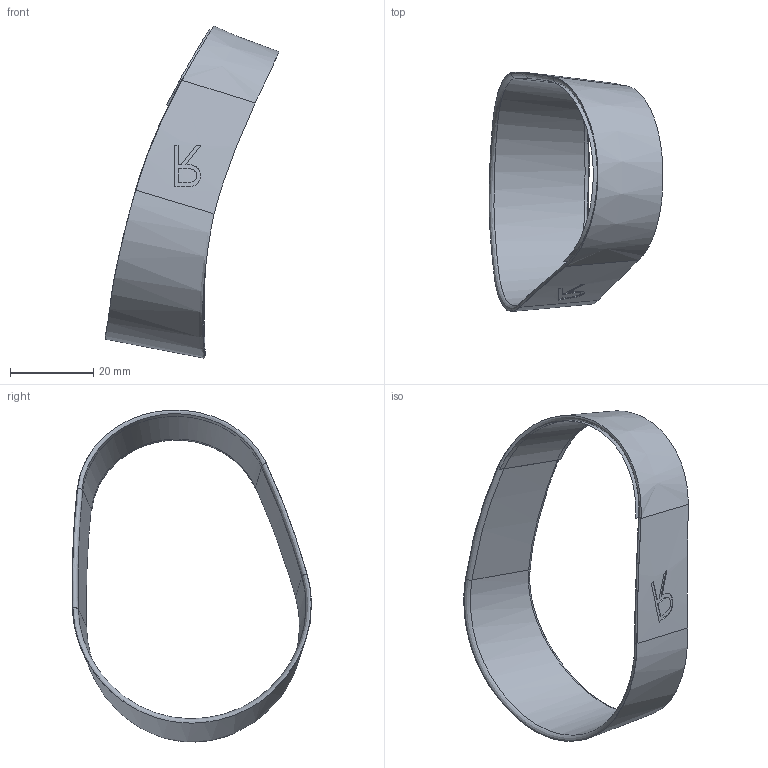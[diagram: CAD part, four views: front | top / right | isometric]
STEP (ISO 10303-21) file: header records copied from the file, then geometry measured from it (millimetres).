
FILE_DESCRIPTION(/* description */ (''),/* implementation_level */ '2;1');
FILE_NAME(/* name */ 'Hand Insert Right Original.step',/* time_stamp */ '2017-06-24T11:29:39+10:00',/* author */ (''),/* organization */ (''),/* preprocessor_version */ 'ST-DEVELOPER v16.13',/* originating_system */ 'Autodesk Translation Framework v6.1.1.50',/* authorisation */ '');
FILE_SCHEMA (('AUTOMOTIVE_DESIGN { 1 0 10303 214 3 1 1 }'));
Length unit declared in the file: millimetre
Products named in the file (1): Hand Insert Right v1
Bounding box: 41.8 x 57.44 x 79.76 mm (x, y, z)
Surface area: 9001 mm2 (no closed solid volume)
Topology: 0 solids, 3 shells, 40 faces, 116 edges, 79 vertices
Faces by surface type: bspline 29, plane 11
Entity records: 11544 total; most frequent: CARTESIAN_POINT 10716, ORIENTED_EDGE 218, EDGE_CURVE 109, DIRECTION 88, VERTEX_POINT 71, B_SPLINE_CURVE_WITH_KNOTS 62, EDGE_LOOP 42, FACE_OUTER_BOUND 40
